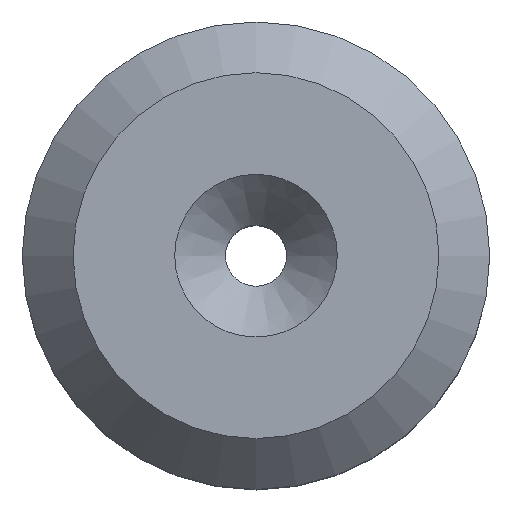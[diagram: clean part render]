
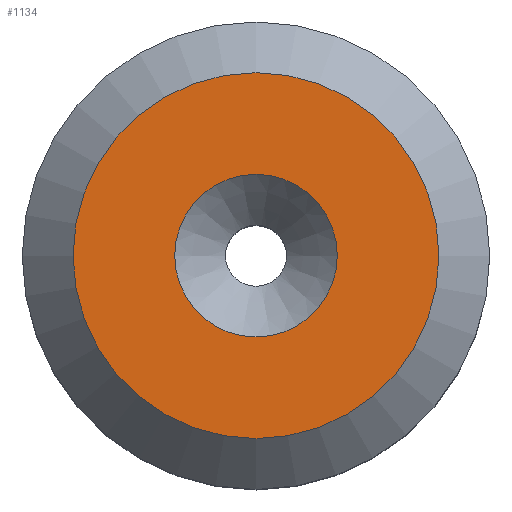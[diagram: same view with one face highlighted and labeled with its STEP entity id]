
A CAD part, top view. The second image highlights one B-rep face of the part: STEP entity #1134.
In plain terms, the highlighted planar face has unit normal (0, 0, 1).
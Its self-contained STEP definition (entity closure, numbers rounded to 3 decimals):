
#105=FACE_BOUND('',#308,.T.);
#111=PLANE('',#1299);
#166=FACE_OUTER_BOUND('',#307,.T.);
#307=EDGE_LOOP('',(#1032));
#308=EDGE_LOOP('',(#1033));
#496=CIRCLE('',#1282,8.);
#497=CIRCLE('',#1284,18.);
#592=VERTEX_POINT('',#1916);
#593=VERTEX_POINT('',#1920);
#730=EDGE_CURVE('',#592,#592,#496,.T.);
#733=EDGE_CURVE('',#593,#593,#497,.T.);
#1032=ORIENTED_EDGE('',*,*,#733,.T.);
#1033=ORIENTED_EDGE('',*,*,#730,.T.);
#1134=ADVANCED_FACE('',(#166,#105),#111,.T.);
#1282=AXIS2_PLACEMENT_3D('',#1917,#1609,#1610);
#1284=AXIS2_PLACEMENT_3D('',#1922,#1615,#1616);
#1299=AXIS2_PLACEMENT_3D('',#1949,#1650,#1651);
#1609=DIRECTION('center_axis',(0.,0.,-1.));
#1610=DIRECTION('ref_axis',(1.,0.,0.));
#1615=DIRECTION('center_axis',(0.,0.,1.));
#1616=DIRECTION('ref_axis',(1.,0.,0.));
#1650=DIRECTION('center_axis',(0.,0.,1.));
#1651=DIRECTION('ref_axis',(1.,0.,0.));
#1916=CARTESIAN_POINT('',(-8.,0.,40.));
#1917=CARTESIAN_POINT('Origin',(0.,0.,40.));
#1920=CARTESIAN_POINT('',(-18.,0.,40.));
#1922=CARTESIAN_POINT('Origin',(0.,0.,40.));
#1949=CARTESIAN_POINT('Origin',(0.,0.,40.));
